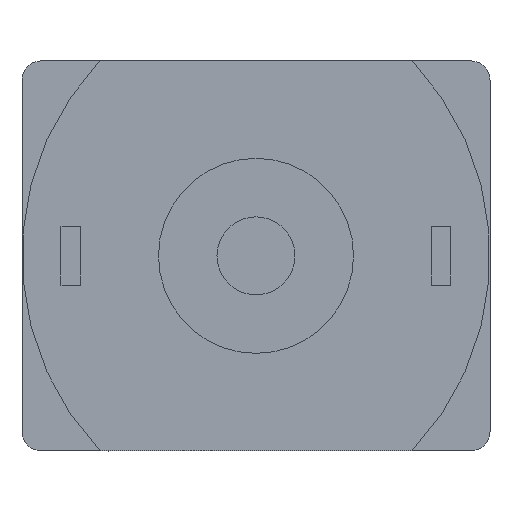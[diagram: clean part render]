
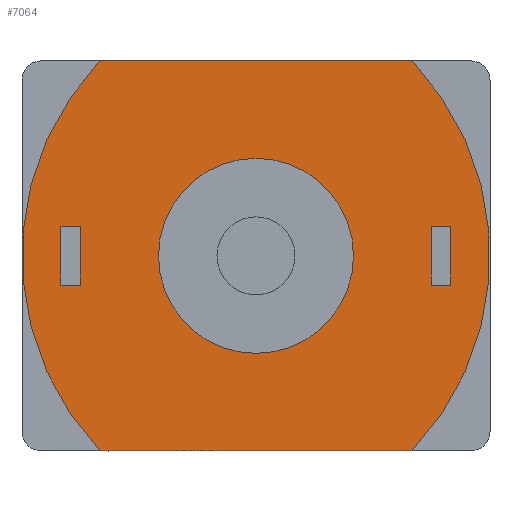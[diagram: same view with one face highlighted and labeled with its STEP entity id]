
A CAD part, front view. The second image highlights one B-rep face of the part: STEP entity #7064.
In plain terms, the highlighted planar face has unit normal (0, -1, 0).
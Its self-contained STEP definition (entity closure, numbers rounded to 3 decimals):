
#55=FACE_BOUND('',#886,.T.);
#169=PLANE('',#7575);
#495=FACE_OUTER_BOUND('',#885,.T.);
#885=EDGE_LOOP('',(#5594,#5595,#5596,#5597));
#886=EDGE_LOOP('',(#5598));
#1450=LINE('',#10916,#2267);
#1451=LINE('',#10919,#2268);
#2267=VECTOR('',#8794,10.);
#2268=VECTOR('',#8797,10.);
#2846=CIRCLE('',#7573,2.5);
#2847=CIRCLE('',#7576,7.25);
#2848=CIRCLE('',#7577,7.25);
#3260=VERTEX_POINT('',#10907);
#3261=VERTEX_POINT('',#10912);
#3262=VERTEX_POINT('',#10913);
#3263=VERTEX_POINT('',#10915);
#3264=VERTEX_POINT('',#10917);
#4104=EDGE_CURVE('',#3260,#3260,#2846,.T.);
#4105=EDGE_CURVE('',#3261,#3262,#2847,.T.);
#4106=EDGE_CURVE('',#3262,#3263,#1450,.T.);
#4107=EDGE_CURVE('',#3263,#3264,#2848,.T.);
#4108=EDGE_CURVE('',#3264,#3261,#1451,.T.);
#5594=ORIENTED_EDGE('',*,*,#4105,.T.);
#5595=ORIENTED_EDGE('',*,*,#4106,.T.);
#5596=ORIENTED_EDGE('',*,*,#4107,.T.);
#5597=ORIENTED_EDGE('',*,*,#4108,.T.);
#5598=ORIENTED_EDGE('',*,*,#4104,.T.);
#7064=ADVANCED_FACE('',(#495,#55),#169,.F.);
#7573=AXIS2_PLACEMENT_3D('',#10909,#8786,#8787);
#7575=AXIS2_PLACEMENT_3D('',#10911,#8790,#8791);
#7576=AXIS2_PLACEMENT_3D('',#10914,#8792,#8793);
#7577=AXIS2_PLACEMENT_3D('',#10918,#8795,#8796);
#8786=DIRECTION('center_axis',(0.,1.,0.));
#8787=DIRECTION('ref_axis',(1.,0.,0.));
#8790=DIRECTION('center_axis',(0.,1.,0.));
#8791=DIRECTION('ref_axis',(1.,0.,0.));
#8792=DIRECTION('center_axis',(0.,-1.,0.));
#8793=DIRECTION('ref_axis',(0.724,0.,0.69));
#8794=DIRECTION('',(-1.,0.,0.));
#8795=DIRECTION('center_axis',(0.,-1.,0.));
#8796=DIRECTION('ref_axis',(-0.724,0.,-0.69));
#8797=DIRECTION('',(1.,0.,0.));
#10907=CARTESIAN_POINT('',(1.5,-1.,5.));
#10909=CARTESIAN_POINT('Origin',(4.,-1.,5.));
#10911=CARTESIAN_POINT('Origin',(4.,-1.,5.));
#10912=CARTESIAN_POINT('',(8.,-1.,0.));
#10913=CARTESIAN_POINT('',(8.,-1.,10.));
#10914=CARTESIAN_POINT('Origin',(2.75,-1.,5.));
#10915=CARTESIAN_POINT('',(0.,-1.,10.));
#10916=CARTESIAN_POINT('',(8.,-1.,10.));
#10917=CARTESIAN_POINT('',(0.,-1.,0.));
#10918=CARTESIAN_POINT('Origin',(5.25,-1.,5.));
#10919=CARTESIAN_POINT('',(0.,-1.,0.));
